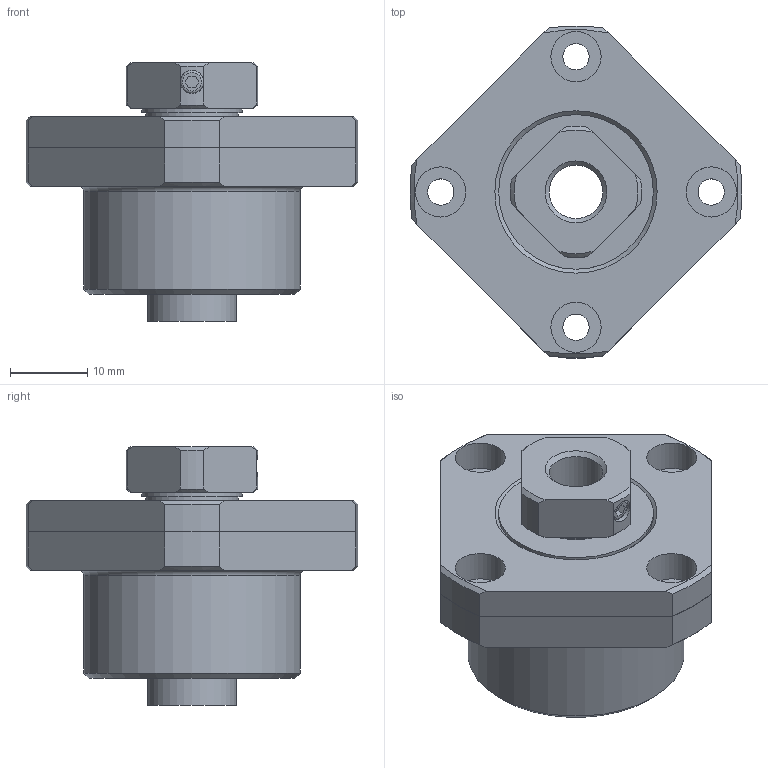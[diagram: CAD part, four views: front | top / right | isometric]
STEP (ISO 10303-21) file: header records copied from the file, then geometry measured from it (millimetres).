
FILE_DESCRIPTION( ( 'STEP AP203' ), ' ' );
FILE_NAME( 'FK_8Yes.stp', '2018-02-07T16:49:20', ( '' ), ( '' ), ' ', 'PARTsolutions', ' ' );
FILE_SCHEMA( ( 'CONFIG_CONTROL_DESIGN' ) );
Length unit declared in the file: millimetre
Products named in the file (3): FK 8Yes; _FK 8; _FK 8collar
Assembly tree (2 placements, depth 2):
  FK 8Yes
    _FK 8
    _FK 8collar
Bounding box: 42.93 x 42.93 x 33.5 mm (x, y, z)
Volume: 18495.4 mm3; surface area: 6981.4 mm2
Topology: 2 solids, 2 shells, 100 faces, 235 edges, 155 vertices
Faces by surface type: plane 42, cylinder 35, cone 21, torus 2
Full cylindrical faces by diameter (mm): 3 x1, 3.4 x4, 6.5 x4, 6.917 x1, 8 x2, 11.5 x2, 12 x1, 13 x1, 20 x2, 28 x1
Entity records: 2954 total; most frequent: CARTESIAN_POINT 608, DIRECTION 472, ORIENTED_EDGE 414, EDGE_CURVE 207, AXIS2_PLACEMENT_3D 195, EDGE_LOOP 154, VERTEX_POINT 153, FACE_OUTER_BOUND 121
